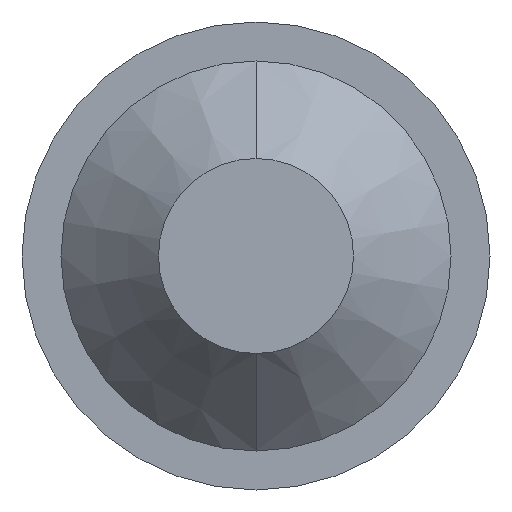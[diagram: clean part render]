
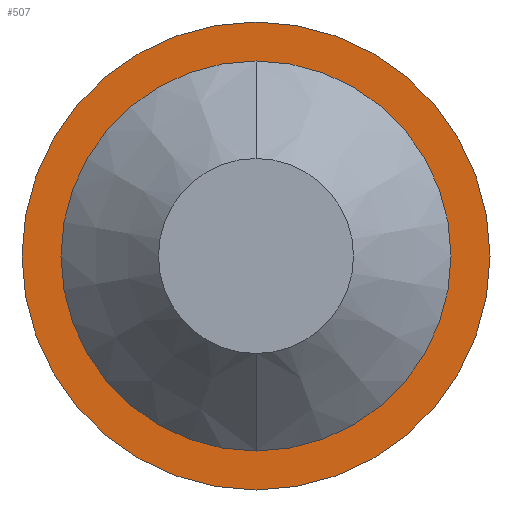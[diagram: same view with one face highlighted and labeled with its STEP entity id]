
A CAD part, front view. The second image highlights one B-rep face of the part: STEP entity #507.
In plain terms, the highlighted planar face has unit normal (0, -1, 0).
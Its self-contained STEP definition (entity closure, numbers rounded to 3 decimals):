
#15 = FACE_OUTER_BOUND ( 'NONE', #27, .T. ) ;
#20 = CARTESIAN_POINT ( 'NONE',  ( 0., 0., 1.2 ) ) ;
#27 = EDGE_LOOP ( 'NONE', ( #557, #189 ) ) ;
#28 = EDGE_LOOP ( 'NONE', ( #349, #241 ) ) ;
#43 = DIRECTION ( 'NONE',  ( 0., -1., 0. ) ) ;
#102 = PLANE ( 'NONE',  #558 ) ;
#126 = EDGE_CURVE ( 'NONE', #307, #504, #439, .T. ) ;
#157 = AXIS2_PLACEMENT_3D ( 'NONE', #526, #355, #258 ) ;
#167 = VERTEX_POINT ( 'NONE', #20 ) ;
#189 = ORIENTED_EDGE ( 'NONE', *, *, #249, .T. ) ;
#208 = FACE_BOUND ( 'NONE', #28, .T. ) ;
#234 = CARTESIAN_POINT ( 'NONE',  ( 0., 0., 0. ) ) ;
#241 = ORIENTED_EDGE ( 'NONE', *, *, #126, .T. ) ;
#242 = CARTESIAN_POINT ( 'NONE',  ( 0., 0., 0. ) ) ;
#249 = EDGE_CURVE ( 'NONE', #167, #466, #269, .T. ) ;
#258 = DIRECTION ( 'NONE',  ( 0., 0., 1. ) ) ;
#269 = CIRCLE ( 'NONE', #406, 1.2 ) ;
#297 = DIRECTION ( 'NONE',  ( 0., -1., 0. ) ) ;
#307 = VERTEX_POINT ( 'NONE', #472 ) ;
#335 = CARTESIAN_POINT ( 'NONE',  ( 0., 0., 0. ) ) ;
#349 = ORIENTED_EDGE ( 'NONE', *, *, #562, .T. ) ;
#355 = DIRECTION ( 'NONE',  ( 0., 1., 0. ) ) ;
#379 = CARTESIAN_POINT ( 'NONE',  ( 0., 0., -1.2 ) ) ;
#406 = AXIS2_PLACEMENT_3D ( 'NONE', #335, #297, #429 ) ;
#427 = DIRECTION ( 'NONE',  ( 0., -1., 0. ) ) ;
#429 = DIRECTION ( 'NONE',  ( 0., 0., -1. ) ) ;
#433 = CARTESIAN_POINT ( 'NONE',  ( 0., 0., 1. ) ) ;
#434 = EDGE_CURVE ( 'NONE', #466, #167, #465, .T. ) ;
#439 = CIRCLE ( 'NONE', #157, 1. ) ;
#458 = DIRECTION ( 'NONE',  ( 0., 0., -1. ) ) ;
#465 = CIRCLE ( 'NONE', #505, 1.2 ) ;
#466 = VERTEX_POINT ( 'NONE', #379 ) ;
#467 = CARTESIAN_POINT ( 'NONE',  ( 0., 0., 0. ) ) ;
#472 = CARTESIAN_POINT ( 'NONE',  ( 0., 0., -1. ) ) ;
#473 = DIRECTION ( 'NONE',  ( 0., 0., 1. ) ) ;
#504 = VERTEX_POINT ( 'NONE', #433 ) ;
#505 = AXIS2_PLACEMENT_3D ( 'NONE', #234, #43, #458 ) ;
#507 = ADVANCED_FACE ( 'NONE', ( #208, #15 ), #102, .T. ) ;
#510 = DIRECTION ( 'NONE',  ( 0., 1., 0. ) ) ;
#526 = CARTESIAN_POINT ( 'NONE',  ( 0., 0., 0. ) ) ;
#529 = CIRCLE ( 'NONE', #531, 1. ) ;
#531 = AXIS2_PLACEMENT_3D ( 'NONE', #467, #510, #473 ) ;
#556 = DIRECTION ( 'NONE',  ( 0., 0., -1. ) ) ;
#557 = ORIENTED_EDGE ( 'NONE', *, *, #434, .T. ) ;
#558 = AXIS2_PLACEMENT_3D ( 'NONE', #242, #427, #556 ) ;
#562 = EDGE_CURVE ( 'NONE', #504, #307, #529, .T. ) ;
